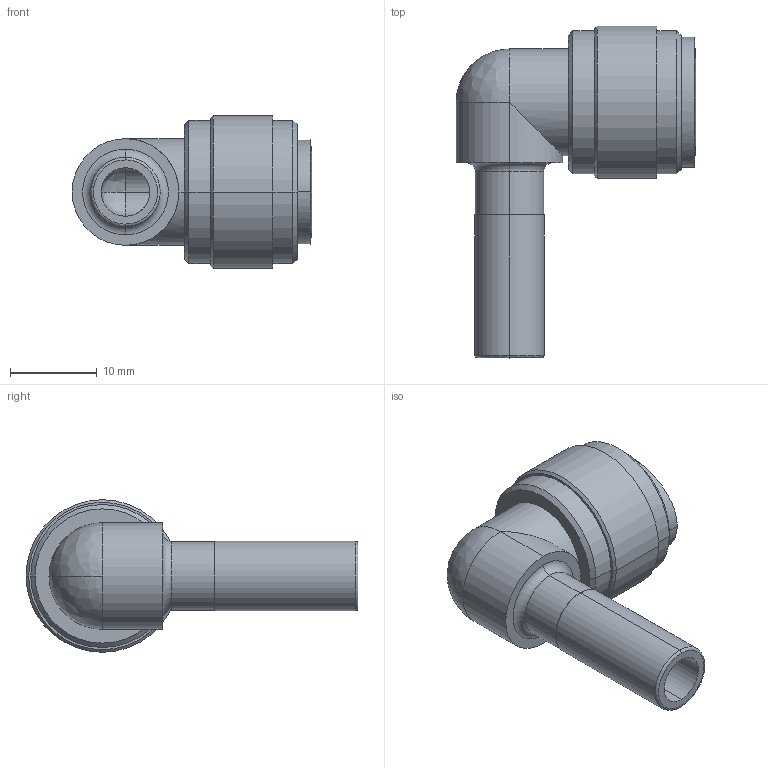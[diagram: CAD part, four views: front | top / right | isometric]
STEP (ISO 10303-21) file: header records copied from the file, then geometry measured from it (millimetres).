
FILE_DESCRIPTION (( 'STEP AP214' ), '1' );
FILE_NAME ('PE516-P.step', '2017-08-29T20:54:39', ( '' ), ( '' ), 'SwSTEP 2.0', 'SolidWorks 2017', '' );
FILE_SCHEMA (( 'AUTOMOTIVE_DESIGN' ));
Length unit declared in the file: inch
Products named in the file (1): PE516-P
Bounding box: 27.65 x 38.3 x 17.6 mm (x, y, z)
Volume: 4210.8 mm3; surface area: 3232.1 mm2
Topology: 1 solids, 1 shells, 48 faces, 107 edges, 63 vertices
Faces by surface type: cylinder 20, bspline 12, plane 8, cone 6, torus 2
Entity records: 2346 total; most frequent: CARTESIAN_POINT 1298, DIRECTION 216, ORIENTED_EDGE 206, EDGE_CURVE 103, AXIS2_PLACEMENT_3D 95, VERTEX_POINT 63, CIRCLE 58, EDGE_LOOP 56
